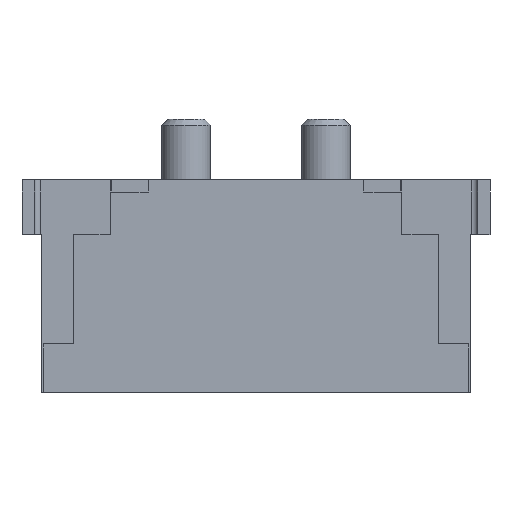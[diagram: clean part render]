
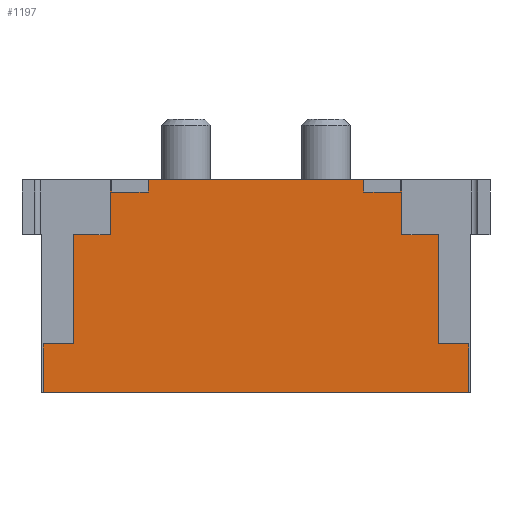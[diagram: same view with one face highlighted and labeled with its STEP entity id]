
A CAD part, front view. The second image highlights one B-rep face of the part: STEP entity #1197.
In plain terms, the highlighted planar face has unit normal (0, -1, 0).
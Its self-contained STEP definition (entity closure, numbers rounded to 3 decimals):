
#69=PLANE('',#1294);
#134=FACE_OUTER_BOUND('',#198,.T.);
#198=EDGE_LOOP('',(#1057,#1058,#1059,#1060,#1061,#1062,#1063,#1064,#1065,
#1066,#1067,#1068,#1069,#1070,#1071,#1072,#1073,#1074,#1075,#1076));
#242=LINE('',#1705,#382);
#244=LINE('',#1711,#384);
#249=LINE('',#1719,#389);
#256=LINE('',#1734,#396);
#258=LINE('',#1739,#398);
#260=LINE('',#1742,#400);
#281=LINE('',#1797,#421);
#282=LINE('',#1798,#422);
#283=LINE('',#1800,#423);
#318=LINE('',#1875,#458);
#321=LINE('',#1880,#461);
#323=LINE('',#1884,#463);
#325=LINE('',#1888,#465);
#327=LINE('',#1892,#467);
#329=LINE('',#1896,#469);
#331=LINE('',#1900,#471);
#333=LINE('',#1903,#473);
#334=LINE('',#1906,#474);
#336=LINE('',#1910,#476);
#338=LINE('',#1913,#478);
#382=VECTOR('',#1404,10.);
#384=VECTOR('',#1408,10.);
#389=VECTOR('',#1417,10.);
#396=VECTOR('',#1428,10.);
#398=VECTOR('',#1432,10.);
#400=VECTOR('',#1436,10.);
#421=VECTOR('',#1479,10.);
#422=VECTOR('',#1480,10.);
#423=VECTOR('',#1481,10.);
#458=VECTOR('',#1548,10.);
#461=VECTOR('',#1553,10.);
#463=VECTOR('',#1557,10.);
#465=VECTOR('',#1561,10.);
#467=VECTOR('',#1565,10.);
#469=VECTOR('',#1569,10.);
#471=VECTOR('',#1573,10.);
#473=VECTOR('',#1577,10.);
#474=VECTOR('',#1580,10.);
#476=VECTOR('',#1584,10.);
#478=VECTOR('',#1588,10.);
#532=VERTEX_POINT('',#1699);
#534=VERTEX_POINT('',#1703);
#535=VERTEX_POINT('',#1707);
#537=VERTEX_POINT('',#1710);
#543=VERTEX_POINT('',#1730);
#544=VERTEX_POINT('',#1732);
#545=VERTEX_POINT('',#1736);
#546=VERTEX_POINT('',#1738);
#569=VERTEX_POINT('',#1795);
#570=VERTEX_POINT('',#1799);
#593=VERTEX_POINT('',#1873);
#594=VERTEX_POINT('',#1874);
#595=VERTEX_POINT('',#1879);
#596=VERTEX_POINT('',#1883);
#597=VERTEX_POINT('',#1887);
#598=VERTEX_POINT('',#1891);
#599=VERTEX_POINT('',#1895);
#600=VERTEX_POINT('',#1899);
#601=VERTEX_POINT('',#1905);
#602=VERTEX_POINT('',#1909);
#656=EDGE_CURVE('',#532,#534,#242,.T.);
#658=EDGE_CURVE('',#537,#535,#244,.T.);
#663=EDGE_CURVE('',#534,#537,#249,.T.);
#670=EDGE_CURVE('',#543,#544,#256,.T.);
#672=EDGE_CURVE('',#546,#545,#258,.T.);
#674=EDGE_CURVE('',#544,#546,#260,.T.);
#701=EDGE_CURVE('',#569,#535,#281,.T.);
#702=EDGE_CURVE('',#532,#545,#282,.T.);
#703=EDGE_CURVE('',#543,#570,#283,.T.);
#740=EDGE_CURVE('',#593,#594,#318,.T.);
#743=EDGE_CURVE('',#595,#593,#321,.T.);
#745=EDGE_CURVE('',#596,#595,#323,.T.);
#747=EDGE_CURVE('',#597,#596,#325,.T.);
#749=EDGE_CURVE('',#598,#597,#327,.T.);
#751=EDGE_CURVE('',#599,#598,#329,.T.);
#753=EDGE_CURVE('',#600,#599,#331,.T.);
#755=EDGE_CURVE('',#570,#600,#333,.T.);
#756=EDGE_CURVE('',#601,#569,#334,.T.);
#758=EDGE_CURVE('',#602,#601,#336,.T.);
#760=EDGE_CURVE('',#594,#602,#338,.T.);
#1057=ORIENTED_EDGE('',*,*,#658,.T.);
#1058=ORIENTED_EDGE('',*,*,#701,.F.);
#1059=ORIENTED_EDGE('',*,*,#756,.F.);
#1060=ORIENTED_EDGE('',*,*,#758,.F.);
#1061=ORIENTED_EDGE('',*,*,#760,.F.);
#1062=ORIENTED_EDGE('',*,*,#740,.F.);
#1063=ORIENTED_EDGE('',*,*,#743,.F.);
#1064=ORIENTED_EDGE('',*,*,#745,.F.);
#1065=ORIENTED_EDGE('',*,*,#747,.F.);
#1066=ORIENTED_EDGE('',*,*,#749,.F.);
#1067=ORIENTED_EDGE('',*,*,#751,.F.);
#1068=ORIENTED_EDGE('',*,*,#753,.F.);
#1069=ORIENTED_EDGE('',*,*,#755,.F.);
#1070=ORIENTED_EDGE('',*,*,#703,.F.);
#1071=ORIENTED_EDGE('',*,*,#670,.T.);
#1072=ORIENTED_EDGE('',*,*,#674,.T.);
#1073=ORIENTED_EDGE('',*,*,#672,.T.);
#1074=ORIENTED_EDGE('',*,*,#702,.F.);
#1075=ORIENTED_EDGE('',*,*,#656,.T.);
#1076=ORIENTED_EDGE('',*,*,#663,.T.);
#1197=ADVANCED_FACE('',(#134),#69,.F.);
#1294=AXIS2_PLACEMENT_3D('',#1914,#1589,#1590);
#1404=DIRECTION('',(0.,0.,-1.));
#1408=DIRECTION('',(0.,0.,1.));
#1417=DIRECTION('',(-1.,0.,0.));
#1428=DIRECTION('',(0.,0.,-1.));
#1432=DIRECTION('',(0.,0.,1.));
#1436=DIRECTION('',(-1.,0.,0.));
#1479=DIRECTION('',(1.,0.,0.));
#1480=DIRECTION('',(1.,0.,0.));
#1481=DIRECTION('',(1.,0.,0.));
#1548=DIRECTION('',(1.,0.,0.));
#1553=DIRECTION('',(0.,0.,1.));
#1557=DIRECTION('',(-1.,0.,0.));
#1561=DIRECTION('',(0.,0.,-1.));
#1565=DIRECTION('',(1.,0.,0.));
#1569=DIRECTION('',(0.,0.,-1.));
#1573=DIRECTION('',(1.,0.,0.));
#1577=DIRECTION('',(0.,0.,-1.));
#1580=DIRECTION('',(0.,0.,1.));
#1584=DIRECTION('',(1.,0.,0.));
#1588=DIRECTION('',(0.,0.,1.));
#1589=DIRECTION('center_axis',(0.,1.,0.));
#1590=DIRECTION('ref_axis',(0.,0.,1.));
#1699=CARTESIAN_POINT('',(-1.775,0.,0.));
#1703=CARTESIAN_POINT('',(-1.775,0.,-0.2));
#1705=CARTESIAN_POINT('',(-1.775,0.,-0.875));
#1707=CARTESIAN_POINT('',(-2.375,0.,0.));
#1710=CARTESIAN_POINT('',(-2.375,0.,-0.2));
#1711=CARTESIAN_POINT('',(-2.375,0.,-0.875));
#1719=CARTESIAN_POINT('',(-1.038,0.,-0.2));
#1730=CARTESIAN_POINT('',(2.375,0.,0.));
#1732=CARTESIAN_POINT('',(2.375,0.,-0.2));
#1734=CARTESIAN_POINT('',(2.375,0.,-0.875));
#1736=CARTESIAN_POINT('',(1.775,0.,0.));
#1738=CARTESIAN_POINT('',(1.775,0.,-0.2));
#1739=CARTESIAN_POINT('',(1.775,0.,-0.875));
#1742=CARTESIAN_POINT('',(1.038,0.,-0.2));
#1795=CARTESIAN_POINT('',(-2.4,0.,0.));
#1797=CARTESIAN_POINT('',(-2.4,0.,0.));
#1798=CARTESIAN_POINT('',(-2.4,0.,0.));
#1799=CARTESIAN_POINT('',(2.4,0.,0.));
#1800=CARTESIAN_POINT('',(-2.4,0.,0.));
#1873=CARTESIAN_POINT('',(-3.5,0.,-2.7));
#1874=CARTESIAN_POINT('',(-3.,0.,-2.7));
#1875=CARTESIAN_POINT('',(-3.5,0.,-2.7));
#1879=CARTESIAN_POINT('',(-3.5,0.,-3.5));
#1880=CARTESIAN_POINT('',(-3.5,0.,-3.5));
#1883=CARTESIAN_POINT('',(3.5,0.,-3.5));
#1884=CARTESIAN_POINT('',(3.5,0.,-3.5));
#1887=CARTESIAN_POINT('',(3.5,0.,-2.7));
#1888=CARTESIAN_POINT('',(3.5,0.,-2.7));
#1891=CARTESIAN_POINT('',(3.,0.,-2.7));
#1892=CARTESIAN_POINT('',(3.,0.,-2.7));
#1895=CARTESIAN_POINT('',(3.,0.,-0.9));
#1896=CARTESIAN_POINT('',(3.,0.,-0.9));
#1899=CARTESIAN_POINT('',(2.4,0.,-0.9));
#1900=CARTESIAN_POINT('',(2.4,0.,-0.9));
#1903=CARTESIAN_POINT('',(2.4,0.,0.));
#1905=CARTESIAN_POINT('',(-2.4,0.,-0.9));
#1906=CARTESIAN_POINT('',(-2.4,0.,-0.9));
#1909=CARTESIAN_POINT('',(-3.,0.,-0.9));
#1910=CARTESIAN_POINT('',(-3.,0.,-0.9));
#1913=CARTESIAN_POINT('',(-3.,0.,-2.7));
#1914=CARTESIAN_POINT('Origin',(0.,0.,-1.75));
